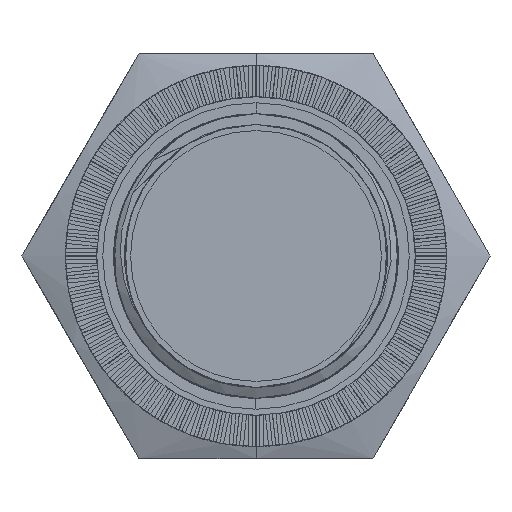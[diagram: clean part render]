
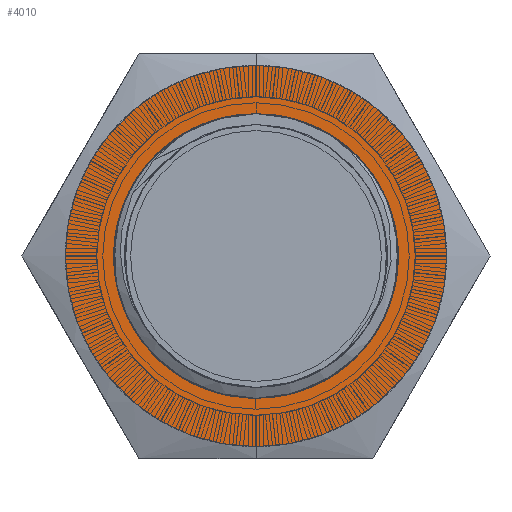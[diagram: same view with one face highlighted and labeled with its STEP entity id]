
A CAD part, left-side view. The second image highlights one B-rep face of the part: STEP entity #4010.
In plain terms, the highlighted planar face has unit normal (-1, 0, 0).
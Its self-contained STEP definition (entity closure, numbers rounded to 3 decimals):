
#9 = DIRECTION ( 'NONE',  ( 0., 0., 1. ) ) ;
#875 = ORIENTED_EDGE ( 'NONE', *, *, #13728, .F. ) ;
#1580 = CARTESIAN_POINT ( 'NONE',  ( -21.2, -80.052, 47.612 ) ) ;
#1859 = DIRECTION ( 'NONE',  ( 1., 0., 0. ) ) ;
#2157 = CARTESIAN_POINT ( 'NONE',  ( -21.2, -69.657, 51.471 ) ) ;
#2742 = DIRECTION ( 'NONE',  ( 1., 0., 0. ) ) ;
#3005 = CARTESIAN_POINT ( 'NONE',  ( -21.2, -71.244, 54.475 ) ) ;
#3806 = EDGE_CURVE ( 'NONE', #22200, #24632, #23504, .T. ) ;
#4010 = ADVANCED_FACE ( 'NONE', ( #14332, #45520 ), #20671, .F. ) ;
#4557 = CIRCLE ( 'NONE', #47916, 5.45 ) ;
#6199 = CARTESIAN_POINT ( 'NONE',  ( -21.2, -80.541, 48.683 ) ) ;
#6214 = DIRECTION ( 'NONE',  ( 0., 1., 0. ) ) ;
#6640 = VERTEX_POINT ( 'NONE', #38297 ) ;
#7069 = CARTESIAN_POINT ( 'NONE',  ( -21.2, -80.828, 50.189 ) ) ;
#8208 = CARTESIAN_POINT ( 'NONE',  ( -21.2, -73.554, 55.851 ) ) ;
#8214 = DIRECTION ( 'NONE',  ( 0., 0., 1. ) ) ;
#8510 = ORIENTED_EDGE ( 'NONE', *, *, #15041, .F. ) ;
#8871 = DIRECTION ( 'NONE',  ( 0., 0., 1. ) ) ;
#8977 = CARTESIAN_POINT ( 'NONE',  ( -21.2, -75.37, 50.713 ) ) ;
#10733 = CARTESIAN_POINT ( 'NONE',  ( -21.2, -75.37, 42.813 ) ) ;
#10816 = CARTESIAN_POINT ( 'NONE',  ( -21.2, -79.617, 46.978 ) ) ;
#11383 = CARTESIAN_POINT ( 'NONE',  ( -21.2, -69.603, 51.087 ) ) ;
#12901 = B_SPLINE_CURVE_WITH_KNOTS ( 'NONE', 3,
 ( #24706, #7069, #37120, #15745, #6199, #50410, #1580, #10816, #28482, #19795, #41453, #50126, #46071, #54731, #55584, #54450 ),
 .UNSPECIFIED., .F., .F.,
 ( 4, 2, 2, 2, 2, 2, 2, 4 ),
 ( 0., 0.125, 0.25, 0.375, 0.5, 0.625, 0.75, 1. ),
 .UNSPECIFIED. ) ;
#13728 = EDGE_CURVE ( 'NONE', #24632, #22200, #15687, .T. ) ;
#14332 = FACE_OUTER_BOUND ( 'NONE', #32109, .T. ) ;
#15041 = EDGE_CURVE ( 'NONE', #6640, #33638, #23105, .T. ) ;
#15687 = CIRCLE ( 'NONE', #51681, 7.9 ) ;
#15745 = CARTESIAN_POINT ( 'NONE',  ( -21.2, -80.654, 49.055 ) ) ;
#16125 = AXIS2_PLACEMENT_3D ( 'NONE', #47130, #17080, #9 ) ;
#16168 = CIRCLE ( 'NONE', #16125, 5.9 ) ;
#16185 = EDGE_LOOP ( 'NONE', ( #33964, #51892, #33683, #53043, #8510 ) ) ;
#16984 = CARTESIAN_POINT ( 'NONE',  ( -21.2, -75.37, 50.713 ) ) ;
#17080 = DIRECTION ( 'NONE',  ( 1., 0., 0. ) ) ;
#18559 = VERTEX_POINT ( 'NONE', #42362 ) ;
#19790 = CARTESIAN_POINT ( 'NONE',  ( -21.2, -69.841, 52.213 ) ) ;
#19795 = CARTESIAN_POINT ( 'NONE',  ( -21.2, -78.803, 46.148 ) ) ;
#20653 = DIRECTION ( 'NONE',  ( -1., 0., 0. ) ) ;
#20671 = PLANE ( 'NONE',  #34589 ) ;
#22200 = VERTEX_POINT ( 'NONE', #34435 ) ;
#22203 = AXIS2_PLACEMENT_3D ( 'NONE', #55585, #20653, #8214 ) ;
#22498 = VERTEX_POINT ( 'NONE', #41803 ) ;
#23105 = CIRCLE ( 'NONE', #22203, 5.45 ) ;
#23322 = CARTESIAN_POINT ( 'NONE',  ( -21.2, -80.819, 50.575 ) ) ;
#23504 = CIRCLE ( 'NONE', #27206, 7.9 ) ;
#24416 = CARTESIAN_POINT ( 'NONE',  ( -21.2, -69.668, 49.139 ) ) ;
#24632 = VERTEX_POINT ( 'NONE', #10733 ) ;
#24706 = CARTESIAN_POINT ( 'NONE',  ( -21.2, -80.819, 50.575 ) ) ;
#25560 = CARTESIAN_POINT ( 'NONE',  ( -21.2, -71.383, 54.608 ) ) ;
#25846 = CARTESIAN_POINT ( 'NONE',  ( -21.2, -70.604, 53.757 ) ) ;
#25936 = DIRECTION ( 'NONE',  ( 1., 0., 0. ) ) ;
#27206 = AXIS2_PLACEMENT_3D ( 'NONE', #16984, #25936, #8871 ) ;
#28475 = CARTESIAN_POINT ( 'NONE',  ( -21.2, -75.37, 50.713 ) ) ;
#28477 = CARTESIAN_POINT ( 'NONE',  ( -21.2, -69.939, 48.409 ) ) ;
#28482 = CARTESIAN_POINT ( 'NONE',  ( -21.2, -79.365, 46.684 ) ) ;
#29621 = CARTESIAN_POINT ( 'NONE',  ( -21.2, -72.138, 55.26 ) ) ;
#30114 = DIRECTION ( 'NONE',  ( 0., 0., 1. ) ) ;
#32109 = EDGE_LOOP ( 'NONE', ( #875, #35746 ) ) ;
#33638 = VERTEX_POINT ( 'NONE', #56956 ) ;
#33657 = CARTESIAN_POINT ( 'NONE',  ( -21.2, -72.811, 55.631 ) ) ;
#33683 = ORIENTED_EDGE ( 'NONE', *, *, #35688, .T. ) ;
#33964 = ORIENTED_EDGE ( 'NONE', *, *, #48321, .F. ) ;
#34435 = CARTESIAN_POINT ( 'NONE',  ( -21.2, -75.37, 58.613 ) ) ;
#34589 = AXIS2_PLACEMENT_3D ( 'NONE', #55600, #2742, #6214 ) ;
#35286 = DIRECTION ( 'NONE',  ( -1., 0., 0. ) ) ;
#35688 = EDGE_CURVE ( 'NONE', #22498, #18559, #16168, .T. ) ;
#35746 = ORIENTED_EDGE ( 'NONE', *, *, #3806, .F. ) ;
#37120 = CARTESIAN_POINT ( 'NONE',  ( -21.2, -80.797, 49.807 ) ) ;
#37409 = CARTESIAN_POINT ( 'NONE',  ( -21.2, -69.969, 52.57 ) ) ;
#38260 = VERTEX_POINT ( 'NONE', #23322 ) ;
#38297 = CARTESIAN_POINT ( 'NONE',  ( -21.2, -75.37, 56.163 ) ) ;
#38855 = EDGE_CURVE ( 'NONE', #18559, #33638, #52511, .T. ) ;
#41453 = CARTESIAN_POINT ( 'NONE',  ( -21.2, -78.499, 45.913 ) ) ;
#41803 = CARTESIAN_POINT ( 'NONE',  ( -21.2, -74.855, 44.835 ) ) ;
#42362 = CARTESIAN_POINT ( 'NONE',  ( -21.2, -69.939, 48.409 ) ) ;
#42601 = CARTESIAN_POINT ( 'NONE',  ( -21.2, -70.978, 54.195 ) ) ;
#43557 = EDGE_CURVE ( 'NONE', #38260, #22498, #12901, .T. ) ;
#45216 = DIRECTION ( 'NONE',  ( 0., 0., 1. ) ) ;
#45520 = FACE_BOUND ( 'NONE', #16185, .T. ) ;
#46071 = CARTESIAN_POINT ( 'NONE',  ( -21.2, -77.498, 45.336 ) ) ;
#47130 = CARTESIAN_POINT ( 'NONE',  ( -21.2, -75.37, 50.713 ) ) ;
#47916 = AXIS2_PLACEMENT_3D ( 'NONE', #8977, #35286, #30114 ) ;
#48321 = EDGE_CURVE ( 'NONE', #38260, #6640, #4557, .T. ) ;
#50126 = CARTESIAN_POINT ( 'NONE',  ( -21.2, -77.848, 45.507 ) ) ;
#50410 = CARTESIAN_POINT ( 'NONE',  ( -21.2, -80.237, 47.953 ) ) ;
#50686 = CARTESIAN_POINT ( 'NONE',  ( -21.2, -69.551, 49.901 ) ) ;
#51681 = AXIS2_PLACEMENT_3D ( 'NONE', #28475, #1859, #45216 ) ;
#51892 = ORIENTED_EDGE ( 'NONE', *, *, #43557, .T. ) ;
#52511 = B_SPLINE_CURVE_WITH_KNOTS ( 'NONE', 3,
 ( #28477, #24416, #50686, #11383, #2157, #19790, #37409, #57009, #25846, #42601, #3005, #25560, #29621, #33657, #8208 ),
 .UNSPECIFIED., .F., .F.,
 ( 4, 2, 2, 2, 1, 2, 2, 4 ),
 ( 0., 0.25, 0.375, 0.5, 0.625, 0.687, 0.75, 1. ),
 .UNSPECIFIED. ) ;
#53043 = ORIENTED_EDGE ( 'NONE', *, *, #38855, .T. ) ;
#54450 = CARTESIAN_POINT ( 'NONE',  ( -21.2, -74.855, 44.835 ) ) ;
#54731 = CARTESIAN_POINT ( 'NONE',  ( -21.2, -76.393, 44.924 ) ) ;
#55584 = CARTESIAN_POINT ( 'NONE',  ( -21.2, -75.635, 44.803 ) ) ;
#55585 = CARTESIAN_POINT ( 'NONE',  ( -21.2, -75.37, 50.713 ) ) ;
#55600 = CARTESIAN_POINT ( 'NONE',  ( -21.2, 0., 0. ) ) ;
#56956 = CARTESIAN_POINT ( 'NONE',  ( -21.2, -73.554, 55.851 ) ) ;
#57009 = CARTESIAN_POINT ( 'NONE',  ( -21.2, -70.304, 53.268 ) ) ;
